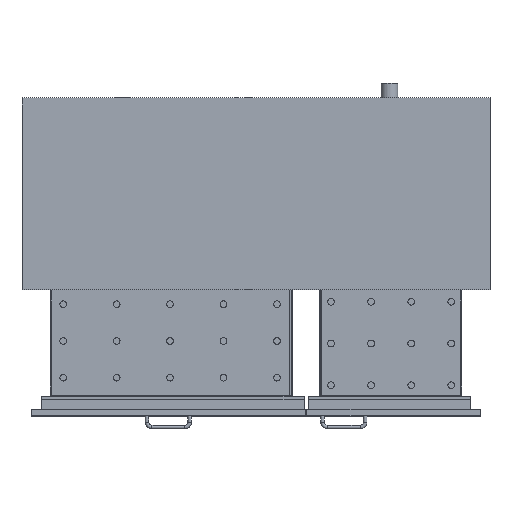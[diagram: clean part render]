
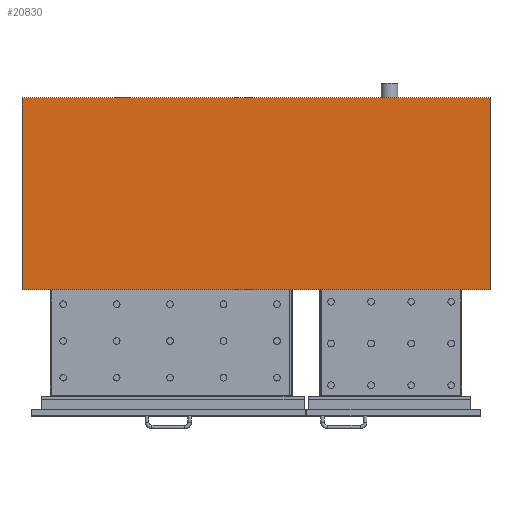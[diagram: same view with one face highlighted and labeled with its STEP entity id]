
A CAD part, top view. The second image highlights one B-rep face of the part: STEP entity #20830.
In plain terms, the highlighted planar face has unit normal (0, 0, 1).
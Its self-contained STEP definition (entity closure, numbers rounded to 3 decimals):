
#1487=FACE_OUTER_BOUND('',#2653,.T.);
#2653=EDGE_LOOP('',(#13494,#13495,#13496,#13497));
#4151=LINE('',#27776,#6301);
#4153=LINE('',#27780,#6303);
#4155=LINE('',#27784,#6305);
#4157=LINE('',#27787,#6307);
#6301=VECTOR('',#23420,10.);
#6303=VECTOR('',#23424,10.);
#6305=VECTOR('',#23428,10.);
#6307=VECTOR('',#23432,10.);
#8404=VERTEX_POINT('',#27773);
#8405=VERTEX_POINT('',#27775);
#8406=VERTEX_POINT('',#27779);
#8407=VERTEX_POINT('',#27783);
#10415=EDGE_CURVE('',#8405,#8404,#4151,.T.);
#10417=EDGE_CURVE('',#8406,#8405,#4153,.T.);
#10419=EDGE_CURVE('',#8407,#8406,#4155,.T.);
#10421=EDGE_CURVE('',#8404,#8407,#4157,.T.);
#13494=ORIENTED_EDGE('',*,*,#10421,.T.);
#13495=ORIENTED_EDGE('',*,*,#10419,.T.);
#13496=ORIENTED_EDGE('',*,*,#10417,.T.);
#13497=ORIENTED_EDGE('',*,*,#10415,.T.);
#18976=PLANE('',#22087);
#20830=ADVANCED_FACE('',(#1487),#18976,.T.);
#22087=AXIS2_PLACEMENT_3D('',#27788,#23433,#23434);
#23420=DIRECTION('',(0.,-1.,0.));
#23424=DIRECTION('',(-1.,0.,0.));
#23428=DIRECTION('',(0.,1.,0.));
#23432=DIRECTION('',(1.,0.,0.));
#23433=DIRECTION('center_axis',(0.,0.,1.));
#23434=DIRECTION('ref_axis',(1.,0.,0.));
#27773=CARTESIAN_POINT('',(-701.,-287.,300.44));
#27775=CARTESIAN_POINT('',(-701.,287.,300.44));
#27776=CARTESIAN_POINT('',(-701.,287.,300.44));
#27779=CARTESIAN_POINT('',(701.,287.,300.44));
#27780=CARTESIAN_POINT('',(701.,287.,300.44));
#27783=CARTESIAN_POINT('',(701.,-287.,300.44));
#27784=CARTESIAN_POINT('',(701.,-287.,300.44));
#27787=CARTESIAN_POINT('',(-701.,-287.,300.44));
#27788=CARTESIAN_POINT('Origin',(0.,0.,300.44));
